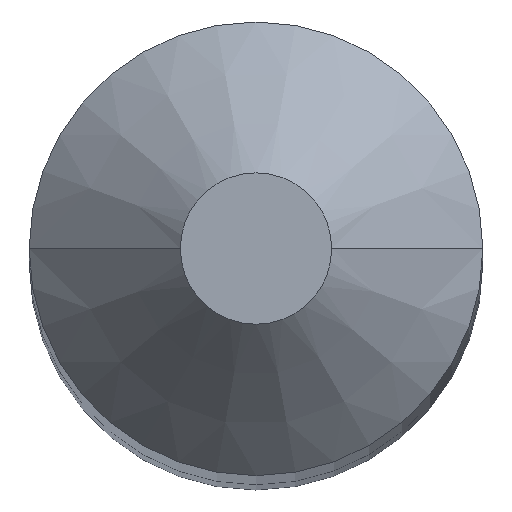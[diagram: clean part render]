
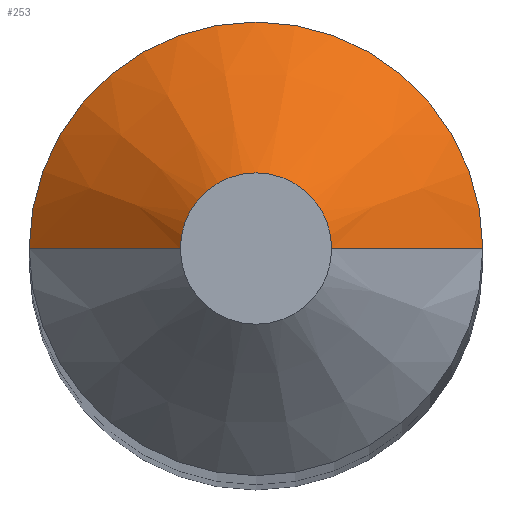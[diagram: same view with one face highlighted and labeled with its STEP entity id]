
A CAD part, top view. The second image highlights one B-rep face of the part: STEP entity #253.
In plain terms, the highlighted conical face has half-angle 45 degrees and reference radius 1.191 mm.
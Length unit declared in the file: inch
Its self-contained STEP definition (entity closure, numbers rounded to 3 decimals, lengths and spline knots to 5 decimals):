
#8 = CARTESIAN_POINT ( 'NONE',  ( 0., 0., 0. ) ) ;
#9 = VECTOR ( 'NONE', #230, 39.37008 ) ;
#13 = LINE ( 'NONE', #43, #9 ) ;
#24 = EDGE_CURVE ( 'NONE', #64, #283, #97, .T. ) ;
#29 = ORIENTED_EDGE ( 'NONE', *, *, #242, .T. ) ;
#30 = EDGE_CURVE ( 'NONE', #64, #57, #346, .T. ) ;
#43 = CARTESIAN_POINT ( 'NONE',  ( -0.0469, 0., -0.03125 ) ) ;
#44 = ORIENTED_EDGE ( 'NONE', *, *, #30, .T. ) ;
#57 = VERTEX_POINT ( 'NONE', #165 ) ;
#64 = VERTEX_POINT ( 'NONE', #202 ) ;
#73 = CARTESIAN_POINT ( 'NONE',  ( 0.0469, 0., -0.03125 ) ) ;
#86 = AXIS2_PLACEMENT_3D ( 'NONE', #148, #218, #361 ) ;
#88 = DIRECTION ( 'NONE',  ( 0., 0., 1. ) ) ;
#89 = EDGE_LOOP ( 'NONE', ( #362, #44, #29, #308 ) ) ;
#97 = CIRCLE ( 'NONE', #191, 0.01565 ) ;
#142 = CIRCLE ( 'NONE', #156, 0.0469 ) ;
#148 = CARTESIAN_POINT ( 'NONE',  ( 0., 0., -0.03125 ) ) ;
#156 = AXIS2_PLACEMENT_3D ( 'NONE', #303, #88, #220 ) ;
#165 = CARTESIAN_POINT ( 'NONE',  ( 0.0469, 0., -0.03125 ) ) ;
#188 = CARTESIAN_POINT ( 'NONE',  ( -0.01565, 0., 0. ) ) ;
#191 = AXIS2_PLACEMENT_3D ( 'NONE', #8, #194, #234 ) ;
#194 = DIRECTION ( 'NONE',  ( 0., 0., 1. ) ) ;
#201 = DIRECTION ( 'NONE',  ( 0.707, 0., -0.707 ) ) ;
#202 = CARTESIAN_POINT ( 'NONE',  ( 0.01565, 0., 0. ) ) ;
#218 = DIRECTION ( 'NONE',  ( 0., 0., -1. ) ) ;
#220 = DIRECTION ( 'NONE',  ( 1., 0., 0. ) ) ;
#222 = CARTESIAN_POINT ( 'NONE',  ( -0.0469, 0., -0.03125 ) ) ;
#230 = DIRECTION ( 'NONE',  ( -0.707, 0., -0.707 ) ) ;
#234 = DIRECTION ( 'NONE',  ( 1., 0., 0. ) ) ;
#240 = VECTOR ( 'NONE', #201, 39.37008 ) ;
#242 = EDGE_CURVE ( 'NONE', #57, #251, #142, .T. ) ;
#251 = VERTEX_POINT ( 'NONE', #222 ) ;
#253 = ADVANCED_FACE ( 'NONE', ( #302 ), #305, .T. ) ;
#283 = VERTEX_POINT ( 'NONE', #188 ) ;
#302 = FACE_OUTER_BOUND ( 'NONE', #89, .T. ) ;
#303 = CARTESIAN_POINT ( 'NONE',  ( 0., 0., -0.03125 ) ) ;
#305 = CONICAL_SURFACE ( 'NONE', #86, 0.0469, 0.785 ) ;
#308 = ORIENTED_EDGE ( 'NONE', *, *, #352, .F. ) ;
#346 = LINE ( 'NONE', #73, #240 ) ;
#352 = EDGE_CURVE ( 'NONE', #283, #251, #13, .T. ) ;
#361 = DIRECTION ( 'NONE',  ( -1., 0., 0. ) ) ;
#362 = ORIENTED_EDGE ( 'NONE', *, *, #24, .F. ) ;
